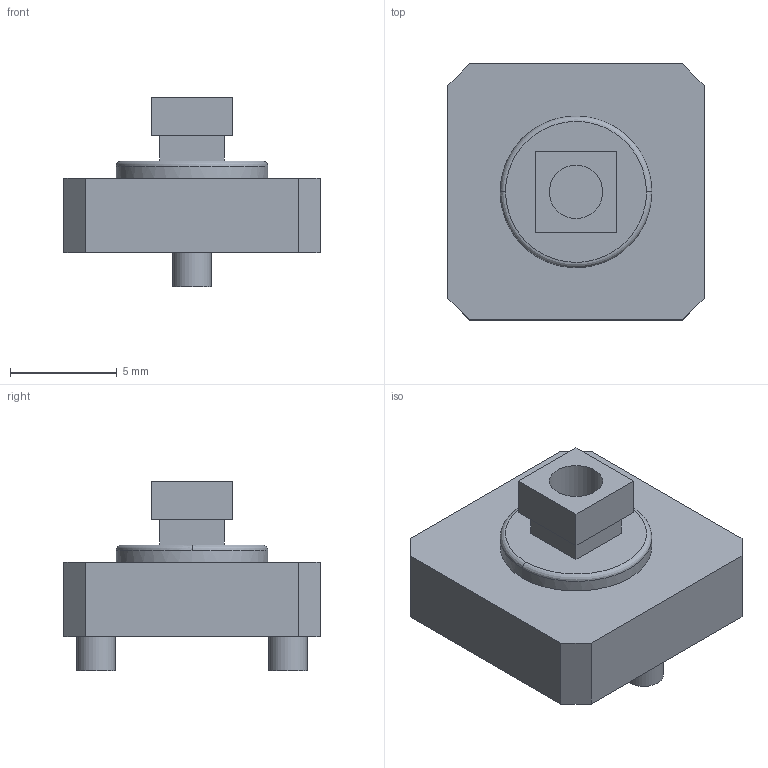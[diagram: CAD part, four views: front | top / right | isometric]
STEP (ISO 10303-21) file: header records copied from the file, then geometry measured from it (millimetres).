
FILE_DESCRIPTION(/* description */ (''),/* implementation_level */ '2;1');
FILE_NAME(/* name */ 'Omron_b3f4050.step',/* time_stamp */ '2023-01-24T10:54:03+01:00',/* author */ (''),/* organization */ (''),/* preprocessor_version */ 'ST-DEVELOPER v19.2',/* originating_system */ 'Autodesk Translation Framework v11.17.0.187',/* authorisation */ '');
FILE_SCHEMA (('AUTOMOTIVE_DESIGN { 1 0 10303 214 3 1 1 }'));
Length unit declared in the file: millimetre
Products named in the file (2): User_Library-omron_b3f4050; SOLID (5)
Assembly tree (1 placements, depth 2):
  User_Library-omron_b3f4050
    SOLID (5)
Bounding box: 12 x 12 x 8.9 mm (x, y, z)
Volume: 561 mm3; surface area: 549.6 mm2
Topology: 1 solids, 1 shells, 30 faces, 65 edges, 43 vertices
Faces by surface type: plane 24, cylinder 4, bspline 2
Full cylindrical faces by diameter (mm): 1.8 x2, 2.5 x1, 7.1 x1
Entity records: 1242 total; most frequent: CARTESIAN_POINT 533, ORIENTED_EDGE 130, DIRECTION 128, EDGE_CURVE 65, LINE 52, VECTOR 52, VERTEX_POINT 43, AXIS2_PLACEMENT_3D 38
